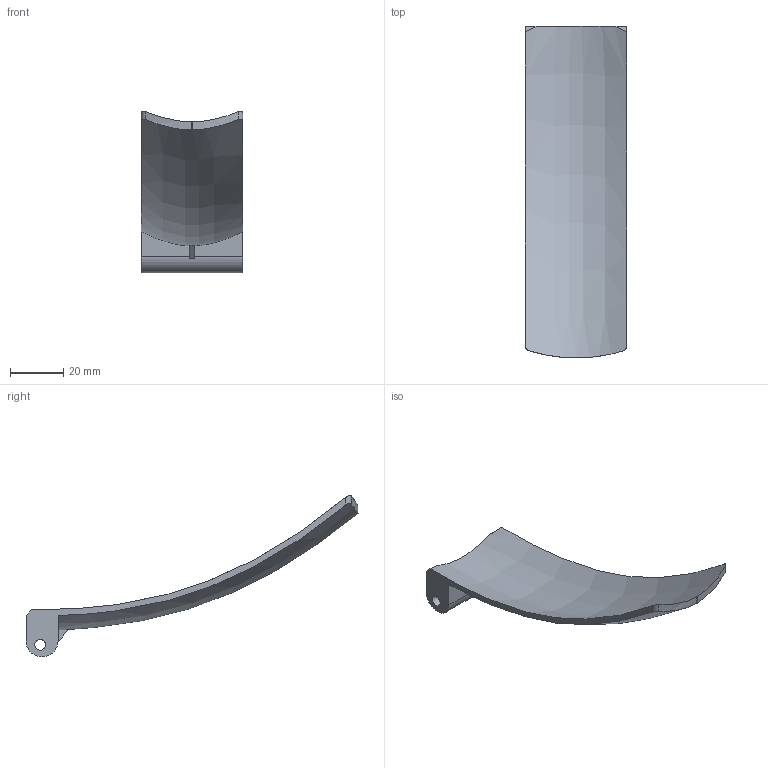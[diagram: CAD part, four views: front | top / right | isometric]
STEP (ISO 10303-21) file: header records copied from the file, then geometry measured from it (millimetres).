
FILE_DESCRIPTION(/* description */ (''),/* implementation_level */ '2;1');
FILE_NAME(/* name */ 'Dust Chute.step',/* time_stamp */ '2018-02-05T22:08:39-05:00',/* author */ ('nbrownXDDJA'),/* organization */ (''),/* preprocessor_version */ 'ST-DEVELOPER v16.13',/* originating_system */ 'Autodesk Translation Framework v6.5.0.72',/* authorisation */ '');
FILE_SCHEMA (('AUTOMOTIVE_DESIGN { 1 0 10303 214 3 1 1 }'));
Length unit declared in the file: millimetre
Products named in the file (1): Dust Chute
Bounding box: 38 x 124.33 x 60.54 mm (x, y, z)
Volume: 16109.2 mm3; surface area: 12976.3 mm2
Topology: 1 solids, 1 shells, 19 faces, 52 edges, 35 vertices
Faces by surface type: plane 11, cylinder 6, bspline 2
Full cylindrical faces by diameter (mm): 4.1 x1
Entity records: 931 total; most frequent: CARTESIAN_POINT 457, ORIENTED_EDGE 104, DIRECTION 71, EDGE_CURVE 52, VERTEX_POINT 35, AXIS2_PLACEMENT_3D 24, LINE 23, VECTOR 23
